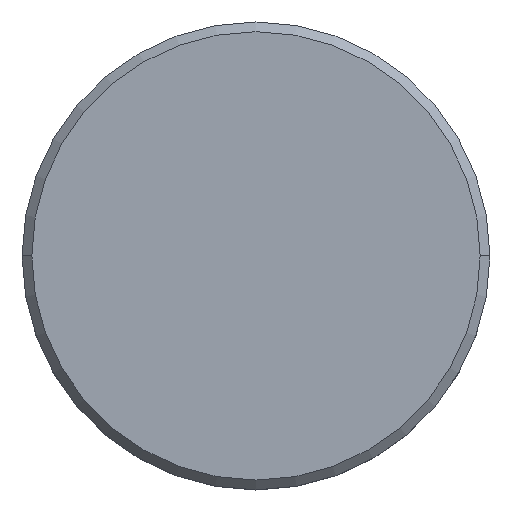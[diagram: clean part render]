
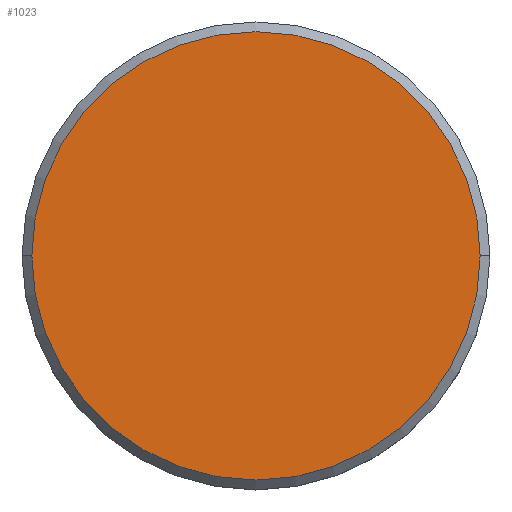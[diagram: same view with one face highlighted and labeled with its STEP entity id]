
A CAD part, top view. The second image highlights one B-rep face of the part: STEP entity #1023.
In plain terms, the highlighted planar face has unit normal (0, 0, 1).
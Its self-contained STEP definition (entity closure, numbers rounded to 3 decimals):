
#61 = CARTESIAN_POINT ( 'NONE',  ( 0., 0., 0. ) ) ;
#110 = EDGE_LOOP ( 'NONE', ( #821, #332 ) ) ;
#164 = AXIS2_PLACEMENT_3D ( 'NONE', #1098, #463, #358 ) ;
#241 = EDGE_CURVE ( 'NONE', #466, #1120, #259, .T. ) ;
#244 = AXIS2_PLACEMENT_3D ( 'NONE', #61, #797, #424 ) ;
#259 = CIRCLE ( 'NONE', #244, 11.5 ) ;
#289 = FACE_OUTER_BOUND ( 'NONE', #110, .T. ) ;
#326 = CARTESIAN_POINT ( 'NONE',  ( 11.5, 0., 0. ) ) ;
#332 = ORIENTED_EDGE ( 'NONE', *, *, #241, .T. ) ;
#358 = DIRECTION ( 'NONE',  ( 1., 0., 0. ) ) ;
#424 = DIRECTION ( 'NONE',  ( 1., 0., 0. ) ) ;
#463 = DIRECTION ( 'NONE',  ( 0., 0., 1. ) ) ;
#466 = VERTEX_POINT ( 'NONE', #326 ) ;
#561 = CARTESIAN_POINT ( 'NONE',  ( 0., 0., 0. ) ) ;
#634 = DIRECTION ( 'NONE',  ( 1., 0., 0. ) ) ;
#652 = CARTESIAN_POINT ( 'NONE',  ( -11.5, 0., 0. ) ) ;
#797 = DIRECTION ( 'NONE',  ( 0., 0., 1. ) ) ;
#821 = ORIENTED_EDGE ( 'NONE', *, *, #1038, .T. ) ;
#822 = DIRECTION ( 'NONE',  ( 0., 0., 1. ) ) ;
#836 = AXIS2_PLACEMENT_3D ( 'NONE', #561, #822, #634 ) ;
#1023 = ADVANCED_FACE ( 'NONE', ( #289 ), #1025, .T. ) ;
#1025 = PLANE ( 'NONE',  #164 ) ;
#1038 = EDGE_CURVE ( 'NONE', #1120, #466, #1066, .T. ) ;
#1066 = CIRCLE ( 'NONE', #836, 11.5 ) ;
#1098 = CARTESIAN_POINT ( 'NONE',  ( 0., 0., 0. ) ) ;
#1120 = VERTEX_POINT ( 'NONE', #652 ) ;
